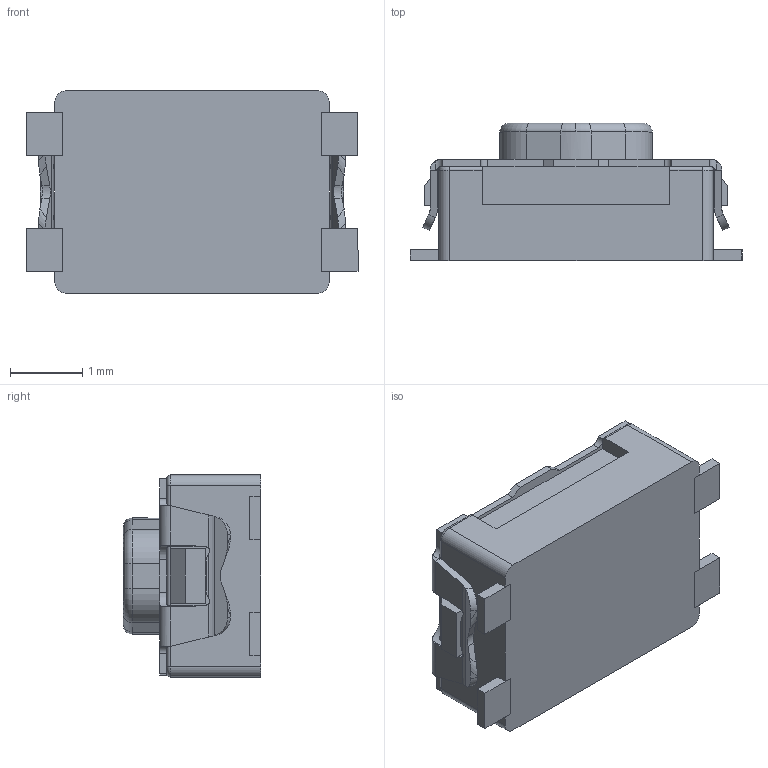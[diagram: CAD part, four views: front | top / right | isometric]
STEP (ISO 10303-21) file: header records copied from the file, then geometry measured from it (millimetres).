
FILE_DESCRIPTION (( 'STEP AP214' ), '1' );
FILE_NAME ('KMR231NG LFS.STEP', '2018-09-28T22:55:40', ( '' ), ( '' ), 'SwSTEP 2.0', 'SolidWorks 2017', '' );
FILE_SCHEMA (( 'AUTOMOTIVE_DESIGN' ));
Length unit declared in the file: millimetre
Products named in the file (1): KMR231NG LFS
Bounding box: 4.6 x 1.9 x 2.8 mm (x, y, z)
Volume: 16.1 mm3; surface area: 68.3 mm2
Topology: 8 solids, 8 shells, 234 faces, 635 edges, 414 vertices
Faces by surface type: plane 149, cylinder 74, torus 11
Entity records: 7687 total; most frequent: CARTESIAN_POINT 1770, ORIENTED_EDGE 1270, DIRECTION 1150, EDGE_CURVE 635, LINE 430, VECTOR 430, VERTEX_POINT 414, AXIS2_PLACEMENT_3D 360
